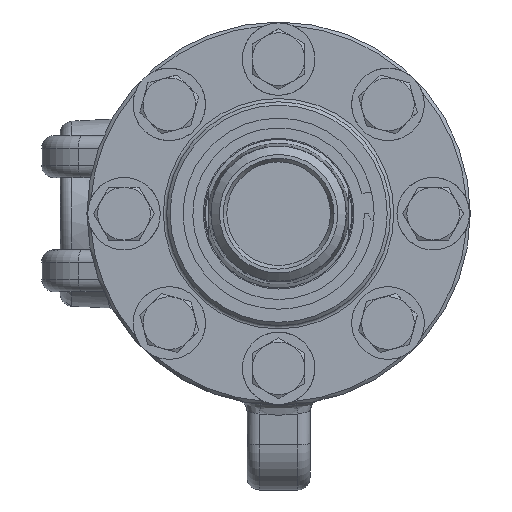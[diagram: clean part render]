
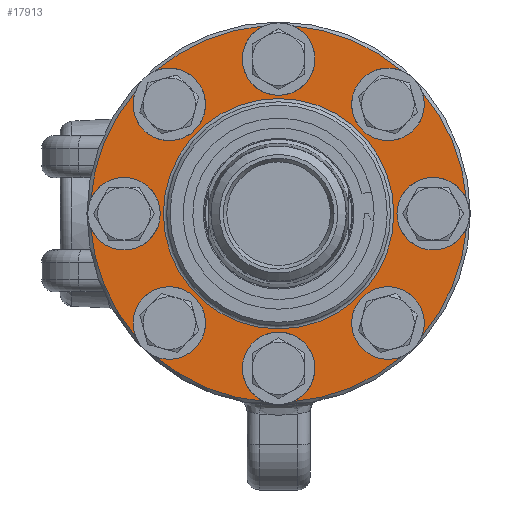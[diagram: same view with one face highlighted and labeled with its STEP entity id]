
A CAD part, left-side view. The second image highlights one B-rep face of the part: STEP entity #17913.
In plain terms, the highlighted planar face has unit normal (-1, 0, 0).
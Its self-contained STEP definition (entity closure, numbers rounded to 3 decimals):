
#3881=FACE_BOUND('',#5802,.T.);
#4721=FACE_OUTER_BOUND('',#5801,.T.);
#5801=EDGE_LOOP('',(#14705,#14706,#14707,#14708,#14709,#14710,#14711,#14712,
#14713,#14714,#14715,#14716,#14717,#14718,#14719,#14720));
#5802=EDGE_LOOP('',(#14721,#14722));
#6121=CIRCLE('',#18698,8.738);
#6141=CIRCLE('',#18742,8.738);
#6161=CIRCLE('',#18785,8.738);
#6181=CIRCLE('',#18829,8.738);
#6202=CIRCLE('',#18874,8.738);
#6222=CIRCLE('',#18918,8.738);
#6242=CIRCLE('',#18962,8.738);
#6262=CIRCLE('',#19006,8.738);
#6303=CIRCLE('',#19090,27.8);
#6308=CIRCLE('',#19095,27.8);
#6311=CIRCLE('',#19100,45.45);
#6312=CIRCLE('',#19101,45.45);
#6313=CIRCLE('',#19102,45.45);
#6314=CIRCLE('',#19103,45.45);
#6315=CIRCLE('',#19104,45.45);
#6316=CIRCLE('',#19105,45.45);
#6317=CIRCLE('',#19106,45.45);
#6318=CIRCLE('',#19107,45.45);
#7569=VERTEX_POINT('',#29823);
#7571=VERTEX_POINT('',#29827);
#7600=VERTEX_POINT('',#29954);
#7602=VERTEX_POINT('',#29958);
#7631=VERTEX_POINT('',#30084);
#7633=VERTEX_POINT('',#30088);
#7662=VERTEX_POINT('',#30215);
#7664=VERTEX_POINT('',#30219);
#7694=VERTEX_POINT('',#30348);
#7696=VERTEX_POINT('',#30352);
#7725=VERTEX_POINT('',#30479);
#7727=VERTEX_POINT('',#30483);
#7756=VERTEX_POINT('',#30610);
#7758=VERTEX_POINT('',#30614);
#7787=VERTEX_POINT('',#30741);
#7789=VERTEX_POINT('',#30745);
#7854=VERTEX_POINT('',#31011);
#7855=VERTEX_POINT('',#31012);
#9711=EDGE_CURVE('',#7569,#7571,#6121,.T.);
#9763=EDGE_CURVE('',#7600,#7602,#6141,.T.);
#9815=EDGE_CURVE('',#7631,#7633,#6161,.T.);
#9867=EDGE_CURVE('',#7662,#7664,#6181,.T.);
#9920=EDGE_CURVE('',#7694,#7696,#6202,.T.);
#9972=EDGE_CURVE('',#7725,#7727,#6222,.T.);
#10024=EDGE_CURVE('',#7756,#7758,#6242,.T.);
#10076=EDGE_CURVE('',#7787,#7789,#6262,.T.);
#10179=EDGE_CURVE('',#7854,#7855,#6303,.T.);
#10184=EDGE_CURVE('',#7855,#7854,#6308,.T.);
#10188=EDGE_CURVE('',#7600,#7571,#6311,.T.);
#10189=EDGE_CURVE('',#7631,#7602,#6312,.T.);
#10190=EDGE_CURVE('',#7662,#7633,#6313,.T.);
#10191=EDGE_CURVE('',#7694,#7664,#6314,.T.);
#10192=EDGE_CURVE('',#7725,#7696,#6315,.T.);
#10193=EDGE_CURVE('',#7756,#7727,#6316,.T.);
#10194=EDGE_CURVE('',#7787,#7758,#6317,.T.);
#10195=EDGE_CURVE('',#7569,#7789,#6318,.T.);
#14705=ORIENTED_EDGE('',*,*,#9711,.T.);
#14706=ORIENTED_EDGE('',*,*,#10188,.F.);
#14707=ORIENTED_EDGE('',*,*,#9763,.T.);
#14708=ORIENTED_EDGE('',*,*,#10189,.F.);
#14709=ORIENTED_EDGE('',*,*,#9815,.T.);
#14710=ORIENTED_EDGE('',*,*,#10190,.F.);
#14711=ORIENTED_EDGE('',*,*,#9867,.T.);
#14712=ORIENTED_EDGE('',*,*,#10191,.F.);
#14713=ORIENTED_EDGE('',*,*,#9920,.T.);
#14714=ORIENTED_EDGE('',*,*,#10192,.F.);
#14715=ORIENTED_EDGE('',*,*,#9972,.T.);
#14716=ORIENTED_EDGE('',*,*,#10193,.F.);
#14717=ORIENTED_EDGE('',*,*,#10024,.T.);
#14718=ORIENTED_EDGE('',*,*,#10194,.F.);
#14719=ORIENTED_EDGE('',*,*,#10076,.T.);
#14720=ORIENTED_EDGE('',*,*,#10195,.F.);
#14721=ORIENTED_EDGE('',*,*,#10179,.F.);
#14722=ORIENTED_EDGE('',*,*,#10184,.F.);
#16075=PLANE('',#19099);
#17913=ADVANCED_FACE('',(#4721,#3881),#16075,.T.);
#18698=AXIS2_PLACEMENT_3D('',#29829,#21675,#21676);
#18742=AXIS2_PLACEMENT_3D('',#29960,#21783,#21784);
#18785=AXIS2_PLACEMENT_3D('',#30090,#21889,#21890);
#18829=AXIS2_PLACEMENT_3D('',#30221,#21997,#21998);
#18874=AXIS2_PLACEMENT_3D('',#30354,#22107,#22108);
#18918=AXIS2_PLACEMENT_3D('',#30485,#22215,#22216);
#18962=AXIS2_PLACEMENT_3D('',#30616,#22323,#22324);
#19006=AXIS2_PLACEMENT_3D('',#30747,#22431,#22432);
#19090=AXIS2_PLACEMENT_3D('',#31013,#22634,#22635);
#19095=AXIS2_PLACEMENT_3D('',#31021,#22644,#22645);
#19099=AXIS2_PLACEMENT_3D('',#31028,#22653,#22654);
#19100=AXIS2_PLACEMENT_3D('',#31029,#22655,#22656);
#19101=AXIS2_PLACEMENT_3D('',#31030,#22657,#22658);
#19102=AXIS2_PLACEMENT_3D('',#31031,#22659,#22660);
#19103=AXIS2_PLACEMENT_3D('',#31032,#22661,#22662);
#19104=AXIS2_PLACEMENT_3D('',#31033,#22663,#22664);
#19105=AXIS2_PLACEMENT_3D('',#31034,#22665,#22666);
#19106=AXIS2_PLACEMENT_3D('',#31035,#22667,#22668);
#19107=AXIS2_PLACEMENT_3D('',#31036,#22669,#22670);
#21675=DIRECTION('center_axis',(1.,0.,0.));
#21676=DIRECTION('ref_axis',(0.,-0.707,0.707));
#21783=DIRECTION('center_axis',(1.,0.,0.));
#21784=DIRECTION('ref_axis',(0.,0.,
1.));
#21889=DIRECTION('center_axis',(1.,0.,0.));
#21890=DIRECTION('ref_axis',(0.,0.707,0.707));
#21997=DIRECTION('center_axis',(1.,0.,0.));
#21998=DIRECTION('ref_axis',(0.,1.,0.));
#22107=DIRECTION('center_axis',(1.,0.,0.));
#22108=DIRECTION('ref_axis',(0.,0.707,-0.707));
#22215=DIRECTION('center_axis',(1.,0.,0.));
#22216=DIRECTION('ref_axis',(0.,0.,
-1.));
#22323=DIRECTION('center_axis',(1.,0.,0.));
#22324=DIRECTION('ref_axis',(0.,-0.707,-0.707));
#22431=DIRECTION('center_axis',(1.,0.,0.));
#22432=DIRECTION('ref_axis',(0.,-1.,0.));
#22634=DIRECTION('center_axis',(-1.,0.,0.));
#22635=DIRECTION('ref_axis',(0.,1.,0.));
#22644=DIRECTION('center_axis',(-1.,0.,0.));
#22645=DIRECTION('ref_axis',(0.,1.,0.));
#22653=DIRECTION('center_axis',(-1.,0.,0.));
#22654=DIRECTION('ref_axis',(0.,0.,
-1.));
#22655=DIRECTION('center_axis',(1.,0.,0.));
#22656=DIRECTION('ref_axis',(0.,1.,0.));
#22657=DIRECTION('center_axis',(1.,0.,0.));
#22658=DIRECTION('ref_axis',(0.,1.,0.));
#22659=DIRECTION('center_axis',(1.,0.,0.));
#22660=DIRECTION('ref_axis',(0.,1.,0.));
#22661=DIRECTION('center_axis',(1.,0.,0.));
#22662=DIRECTION('ref_axis',(0.,1.,0.));
#22663=DIRECTION('center_axis',(1.,0.,0.));
#22664=DIRECTION('ref_axis',(0.,1.,0.));
#22665=DIRECTION('center_axis',(1.,0.,0.));
#22666=DIRECTION('ref_axis',(0.,1.,0.));
#22667=DIRECTION('center_axis',(1.,0.,0.));
#22668=DIRECTION('ref_axis',(0.,1.,0.));
#22669=DIRECTION('center_axis',(1.,0.,0.));
#22670=DIRECTION('ref_axis',(0.,1.,0.));
#29823=CARTESIAN_POINT('',(-8.76,34.501,-29.587));
#29827=CARTESIAN_POINT('',(-8.76,29.587,-34.501));
#29829=CARTESIAN_POINT('Origin',(-8.76,26.375,-26.375));
#29954=CARTESIAN_POINT('',(-8.76,3.475,-45.317));
#29958=CARTESIAN_POINT('',(-8.76,-3.475,-45.317));
#29960=CARTESIAN_POINT('Origin',(-8.76,0.,
-37.3));
#30084=CARTESIAN_POINT('',(-8.76,-29.587,-34.501));
#30088=CARTESIAN_POINT('',(-8.76,-34.501,-29.587));
#30090=CARTESIAN_POINT('Origin',(-8.76,-26.375,-26.375));
#30215=CARTESIAN_POINT('',(-8.76,-45.317,-3.475));
#30219=CARTESIAN_POINT('',(-8.76,-45.317,3.475));
#30221=CARTESIAN_POINT('Origin',(-8.76,-37.3,0.));
#30348=CARTESIAN_POINT('',(-8.76,-34.501,29.587));
#30352=CARTESIAN_POINT('',(-8.76,-29.587,34.501));
#30354=CARTESIAN_POINT('Origin',(-8.76,-26.375,26.375));
#30479=CARTESIAN_POINT('',(-8.76,-3.475,45.317));
#30483=CARTESIAN_POINT('',(-8.76,3.475,45.317));
#30485=CARTESIAN_POINT('Origin',(-8.76,0.,
37.3));
#30610=CARTESIAN_POINT('',(-8.76,29.587,34.501));
#30614=CARTESIAN_POINT('',(-8.76,34.501,29.587));
#30616=CARTESIAN_POINT('Origin',(-8.76,26.375,26.375));
#30741=CARTESIAN_POINT('',(-8.76,45.317,3.475));
#30745=CARTESIAN_POINT('',(-8.76,45.317,-3.475));
#30747=CARTESIAN_POINT('Origin',(-8.76,37.3,0.));
#31011=CARTESIAN_POINT('',(-8.76,-27.8,0.));
#31012=CARTESIAN_POINT('',(-8.76,0.,-27.8));
#31013=CARTESIAN_POINT('Origin',(-8.76,0.,
0.));
#31021=CARTESIAN_POINT('Origin',(-8.76,0.,
0.));
#31028=CARTESIAN_POINT('Origin',(-8.76,-46.25,0.));
#31029=CARTESIAN_POINT('Origin',(-8.76,0.,
0.));
#31030=CARTESIAN_POINT('Origin',(-8.76,0.,
0.));
#31031=CARTESIAN_POINT('Origin',(-8.76,0.,
0.));
#31032=CARTESIAN_POINT('Origin',(-8.76,0.,
0.));
#31033=CARTESIAN_POINT('Origin',(-8.76,0.,
0.));
#31034=CARTESIAN_POINT('Origin',(-8.76,0.,
0.));
#31035=CARTESIAN_POINT('Origin',(-8.76,0.,
0.));
#31036=CARTESIAN_POINT('Origin',(-8.76,0.,
0.));
